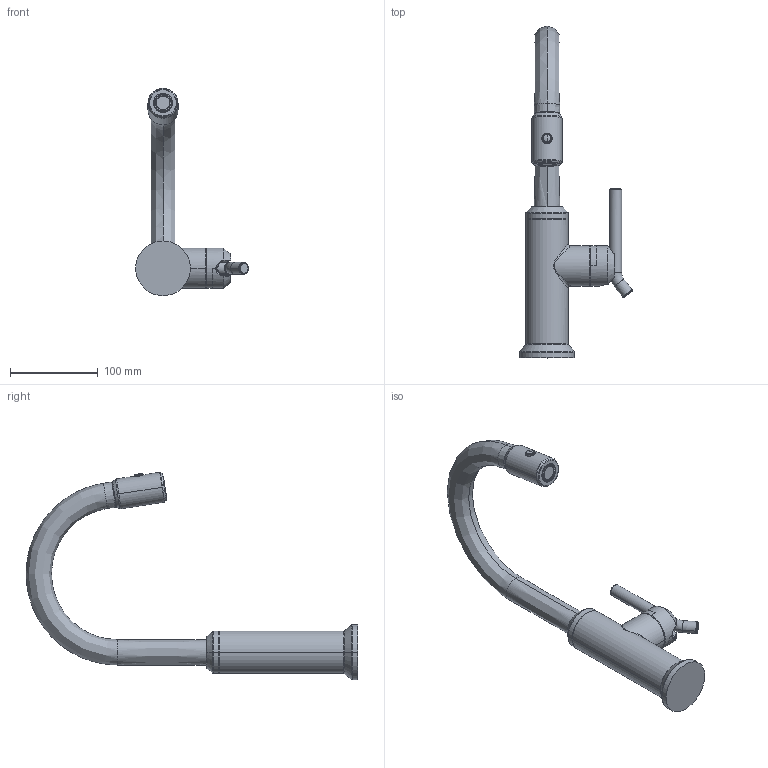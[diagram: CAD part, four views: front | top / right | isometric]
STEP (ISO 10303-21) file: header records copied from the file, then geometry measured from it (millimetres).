
FILE_DESCRIPTION((''),'2;1');
FILE_NAME('3200-5223__','2021-08-12T11:21:48',('rsmith'),(''),'CREO PARAMETRIC BY PTC INC, 2018400','CREO PARAMETRIC BY PTC INC, 2018400','');
FILE_SCHEMA(('AUTOMOTIVE_DESIGN { 1 0 10303 214 1 1 1 1 }'));
Length unit declared in the file: inch
Products named in the file (1): 3200-5223__
Bounding box: 128.13 x 377.19 x 235.73 mm (x, y, z)
Volume: 726409.9 mm3; surface area: 89442.1 mm2
Topology: 3 solids, 3 shells, 380 faces, 896 edges, 553 vertices
Faces by surface type: cylinder 122, plane 96, bspline 57, torus 52, cone 44, sphere 9
Entity records: 20607 total; most frequent: CARTESIAN_POINT 6968, ORIENTED_EDGE 1788, DIRECTION 1669, PRESENTATION_STYLE_ASSIGNMENT 1199, STYLED_ITEM 897, CURVE_STYLE 894, EDGE_CURVE 894, AXIS2_PLACEMENT_3D 715
